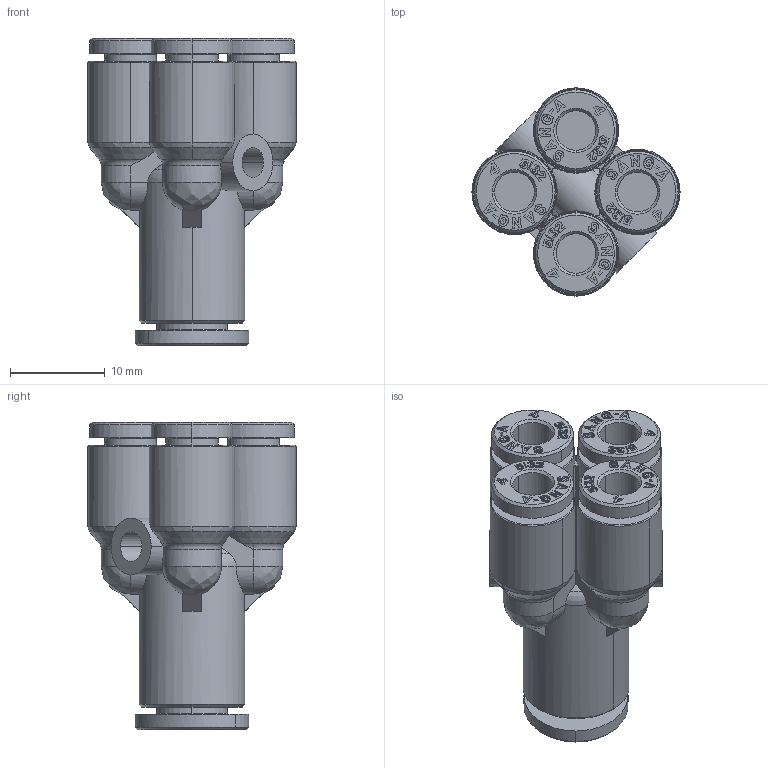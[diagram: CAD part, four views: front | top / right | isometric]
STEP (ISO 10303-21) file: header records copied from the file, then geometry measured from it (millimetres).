
FILE_DESCRIPTION (( 'STEP AP214' ), '1' );
FILE_NAME ('PXG06-04.stp', '2015-08-21T11:40:26', ( '' ), ( '' ), 'SwSTEP 2.0', 'SolidWorks 2015', '' );
FILE_SCHEMA (( 'AUTOMOTIVE_DESIGN' ));
Length unit declared in the file: millimetre
Products named in the file (2): PXG06-04; ｦ+ﾃｦ1
Assembly tree (1 placements, depth 2):
  PXG06-04
    ｦ+ﾃｦ1
Bounding box: 22 x 22 x 32.45 mm (x, y, z)
Volume: 4150 mm3; surface area: 4265.6 mm2
Topology: 1 solids, 1 shells, 1830 faces, 5199 edges, 3452 vertices
Faces by surface type: plane 1526, bspline 158, cylinder 94, cone 46, torus 6
Entity records: 62428 total; most frequent: CARTESIAN_POINT 15307, ORIENTED_EDGE 10398, DIRECTION 8351, EDGE_CURVE 5199, LINE 4479, VECTOR 4479, VERTEX_POINT 3452, AXIS2_PLACEMENT_3D 1936
